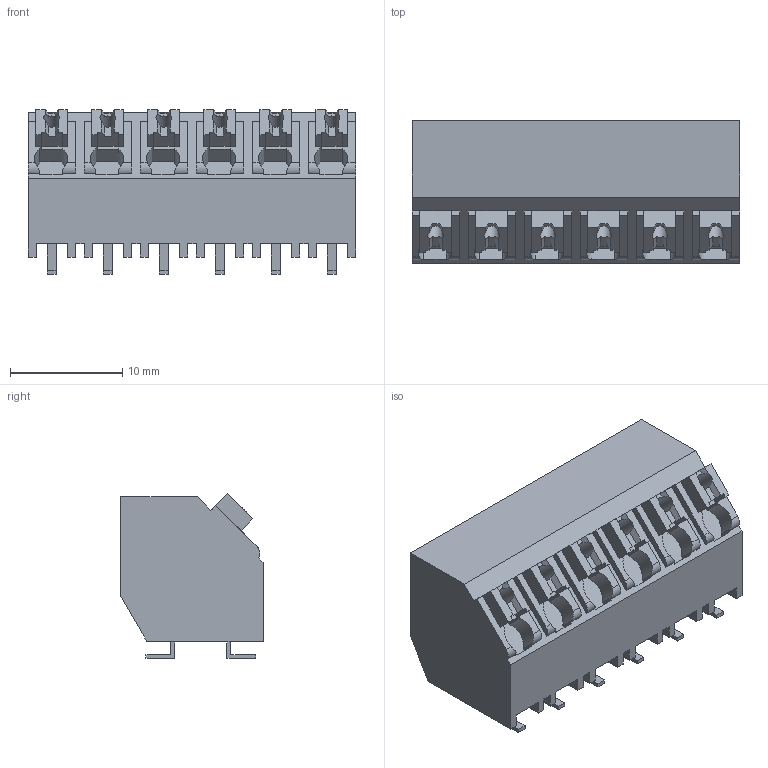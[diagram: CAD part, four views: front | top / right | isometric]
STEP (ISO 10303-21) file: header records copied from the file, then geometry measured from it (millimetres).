
FILE_DESCRIPTION(('CATIA V5 STEP Exchange','CAx-IF Rec.Pracs.--- Model Styling and Organization---1.2---2011-12-15'),'2;1');
FILE_NAME ('D1452232_0_1473740000_1473740000.stp','2018-03-29T12:00:26+00:00',('none'),('Weidmueller'),'CATIA Version 5-6 Release 2014','CATIA V5 STEP AP214','none');
FILE_SCHEMA(('AUTOMOTIVE_DESIGN { 1 0 10303 214 1 1 1 1 }'));
Length unit declared in the file: millimetre
Products named in the file (1): 1473740000
Bounding box: 29.2 x 12.7 x 14.71 mm (x, y, z)
Volume: 3396.8 mm3; surface area: 3356.7 mm2
Topology: 19 solids, 19 shells, 492 faces, 1363 edges, 918 vertices
Faces by surface type: plane 456, cylinder 36
Entity records: 15077 total; most frequent: CARTESIAN_POINT 2812, ORIENTED_EDGE 2726, DIRECTION 1942, EDGE_CURVE 1363, VECTOR 1231, LINE 1231, VERTEX_POINT 918, EDGE_LOOP 513
